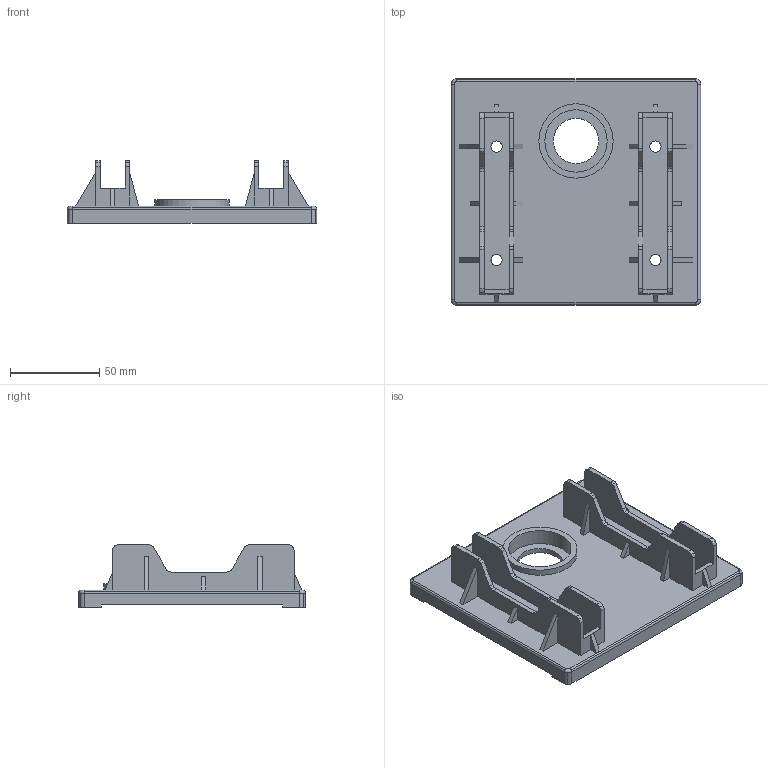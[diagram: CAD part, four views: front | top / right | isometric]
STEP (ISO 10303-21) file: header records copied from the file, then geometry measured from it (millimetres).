
FILE_DESCRIPTION((''),'2;1');
FILE_NAME('pillowblockmountingplate.stp','2003-01-19T15:46:30',('t8558es'),(''),'Autodesk Inventor (tm) 5.0','Autodesk Inventor (tm) 5.0','');
FILE_SCHEMA(('CONFIG_CONTROL_DESIGN'));
Length unit declared in the file: inch
Products named in the file (1): pillowblockmountingplate
Bounding box: 139.7 x 127 x 34.92 mm (x, y, z)
Volume: 97272.2 mm3; surface area: 67591.5 mm2
Topology: 1 solids, 1 shells, 252 faces, 716 edges, 472 vertices
Faces by surface type: plane 133, cylinder 80, bspline 39
Entity records: 8613 total; most frequent: CARTESIAN_POINT 1890, ORIENTED_EDGE 1432, DIRECTION 1332, EDGE_CURVE 716, VECTOR 528, LINE 528, VERTEX_POINT 472, AXIS2_PLACEMENT_3D 402
